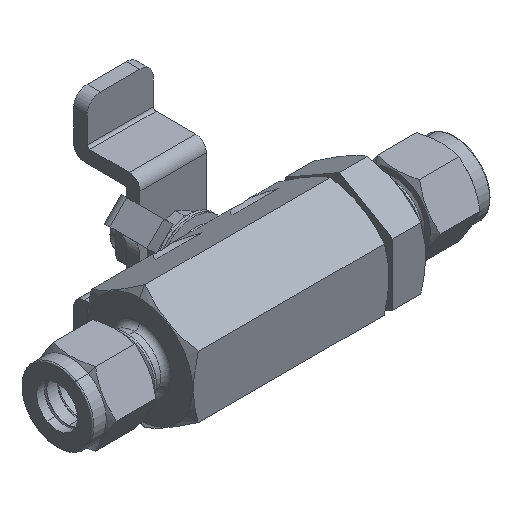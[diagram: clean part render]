
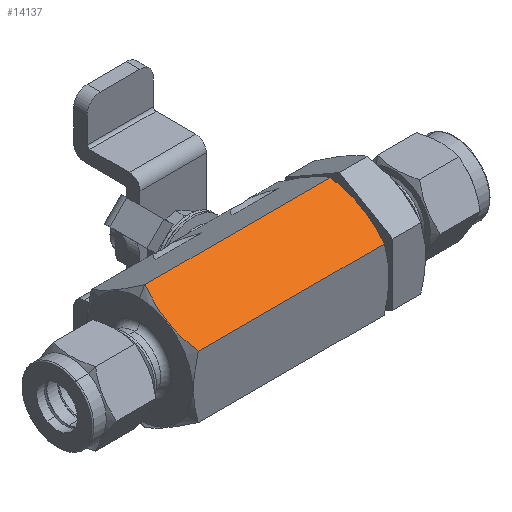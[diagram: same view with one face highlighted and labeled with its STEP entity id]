
A CAD part, isometric view. The second image highlights one B-rep face of the part: STEP entity #14137.
In plain terms, the highlighted planar face has unit normal (0, -0.5, 0.866).
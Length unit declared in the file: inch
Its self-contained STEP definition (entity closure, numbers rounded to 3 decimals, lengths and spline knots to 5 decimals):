
#2837 = B_SPLINE_CURVE_WITH_KNOTS ( 'NONE', 3,
 ( #39115, #39865, #38925, #38916, #38868, #38817, #38805, #38771, #38760, #38718, #38606, #38507 ),
 .UNSPECIFIED., .F., .F.,
 ( 4, 2, 2, 2, 2, 4 ),
 ( 0., 0.0037, 0.00741, 0.00926, 0.01111, 0.01481 ),
 .UNSPECIFIED. ) ;
#2849 = B_SPLINE_CURVE_WITH_KNOTS ( 'NONE', 3,
 ( #39819, #39623, #39486, #39419, #39385, #36088, #35992, #35923, #39333, #39274, #39265, #39229 ),
 .UNSPECIFIED., .F., .F.,
 ( 4, 2, 2, 2, 2, 4 ),
 ( 0., 0.0037, 0.00741, 0.00926, 0.01111, 0.01481 ),
 .UNSPECIFIED. ) ;
#3722 = VERTEX_POINT ( 'NONE', #22878 ) ;
#5582 = CARTESIAN_POINT ( 'NONE',  ( 0.69846, 0., 0.57735 ) ) ;
#6229 = DIRECTION ( 'NONE',  ( -1., 0., 0. ) ) ;
#6322 = CARTESIAN_POINT ( 'NONE',  ( 0.746, 0., 0.57735 ) ) ;
#7176 = VERTEX_POINT ( 'NONE', #5582 ) ;
#7790 = AXIS2_PLACEMENT_3D ( 'NONE', #36971, #36766, #36758 ) ;
#11521 = LINE ( 'NONE', #39565, #42611 ) ;
#13800 = EDGE_CURVE ( 'NONE', #7176, #39566, #27731, .T. ) ;
#13916 = CARTESIAN_POINT ( 'NONE',  ( -1.04046, -0.5, 0.28868 ) ) ;
#14020 = EDGE_CURVE ( 'NONE', #39566, #26139, #2849, .T. ) ;
#14026 = EDGE_CURVE ( 'NONE', #3722, #26139, #11521, .T. ) ;
#14035 = EDGE_CURVE ( 'NONE', #7176, #3722, #2837, .T. ) ;
#14085 = ORIENTED_EDGE ( 'NONE', *, *, #13800, .T. ) ;
#14137 = ADVANCED_FACE ( 'NONE', ( #20595 ), #37435, .F. ) ;
#16557 = ORIENTED_EDGE ( 'NONE', *, *, #14026, .F. ) ;
#20595 = FACE_OUTER_BOUND ( 'NONE', #46051, .T. ) ;
#22878 = CARTESIAN_POINT ( 'NONE',  ( 0.69846, -0.5, 0.28868 ) ) ;
#26139 = VERTEX_POINT ( 'NONE', #13916 ) ;
#27731 = LINE ( 'NONE', #6322, #44769 ) ;
#34448 = ORIENTED_EDGE ( 'NONE', *, *, #14020, .T. ) ;
#35923 = CARTESIAN_POINT ( 'NONE',  ( -1.08001, -0.33437, 0.3843 ) ) ;
#35992 = CARTESIAN_POINT ( 'NONE',  ( -1.08408, -0.29213, 0.40869 ) ) ;
#36088 = CARTESIAN_POINT ( 'NONE',  ( -1.08513, -0.27078, 0.42102 ) ) ;
#36321 = ORIENTED_EDGE ( 'NONE', *, *, #14035, .F. ) ;
#36758 = DIRECTION ( 'NONE',  ( 0., 0.866, 0.5 ) ) ;
#36766 = DIRECTION ( 'NONE',  ( 0., 0.5, -0.866 ) ) ;
#36971 = CARTESIAN_POINT ( 'NONE',  ( 0.746, 0., 0.57735 ) ) ;
#37158 = CARTESIAN_POINT ( 'NONE',  ( -1.04046, 0., 0.57735 ) ) ;
#37435 = PLANE ( 'NONE',  #7790 ) ;
#38507 = CARTESIAN_POINT ( 'NONE',  ( 0.69846, -0.5, 0.28868 ) ) ;
#38606 = CARTESIAN_POINT ( 'NONE',  ( 0.71208, -0.45913, 0.31227 ) ) ;
#38718 = CARTESIAN_POINT ( 'NONE',  ( 0.72332, -0.41792, 0.33607 ) ) ;
#38760 = CARTESIAN_POINT ( 'NONE',  ( 0.73499, -0.35535, 0.37219 ) ) ;
#38771 = CARTESIAN_POINT ( 'NONE',  ( 0.73801, -0.33437, 0.3843 ) ) ;
#38805 = CARTESIAN_POINT ( 'NONE',  ( 0.74208, -0.29213, 0.40869 ) ) ;
#38817 = CARTESIAN_POINT ( 'NONE',  ( 0.74313, -0.27078, 0.42102 ) ) ;
#38868 = CARTESIAN_POINT ( 'NONE',  ( 0.74308, -0.20701, 0.45783 ) ) ;
#38916 = CARTESIAN_POINT ( 'NONE',  ( 0.73881, -0.16503, 0.48207 ) ) ;
#38925 = CARTESIAN_POINT ( 'NONE',  ( 0.72328, -0.08194, 0.53004 ) ) ;
#39075 = DIRECTION ( 'NONE',  ( -1., 0., 0. ) ) ;
#39115 = CARTESIAN_POINT ( 'NONE',  ( 0.69846, 0., 0.57735 ) ) ;
#39229 = CARTESIAN_POINT ( 'NONE',  ( -1.04046, -0.5, 0.28868 ) ) ;
#39265 = CARTESIAN_POINT ( 'NONE',  ( -1.05408, -0.45913, 0.31227 ) ) ;
#39274 = CARTESIAN_POINT ( 'NONE',  ( -1.06532, -0.41792, 0.33607 ) ) ;
#39333 = CARTESIAN_POINT ( 'NONE',  ( -1.07699, -0.35535, 0.37219 ) ) ;
#39385 = CARTESIAN_POINT ( 'NONE',  ( -1.08508, -0.20701, 0.45783 ) ) ;
#39419 = CARTESIAN_POINT ( 'NONE',  ( -1.08081, -0.16503, 0.48207 ) ) ;
#39486 = CARTESIAN_POINT ( 'NONE',  ( -1.06528, -0.08194, 0.53004 ) ) ;
#39566 = VERTEX_POINT ( 'NONE', #37158 ) ;
#39565 = CARTESIAN_POINT ( 'NONE',  ( 0.746, -0.5, 0.28868 ) ) ;
#39623 = CARTESIAN_POINT ( 'NONE',  ( -1.05406, -0.04082, 0.55378 ) ) ;
#39819 = CARTESIAN_POINT ( 'NONE',  ( -1.04046, 0., 0.57735 ) ) ;
#39865 = CARTESIAN_POINT ( 'NONE',  ( 0.71206, -0.04082, 0.55378 ) ) ;
#42611 = VECTOR ( 'NONE', #39075, 39.37008 ) ;
#44769 = VECTOR ( 'NONE', #6229, 39.37008 ) ;
#46051 = EDGE_LOOP ( 'NONE', ( #14085, #34448, #16557, #36321 ) ) ;
